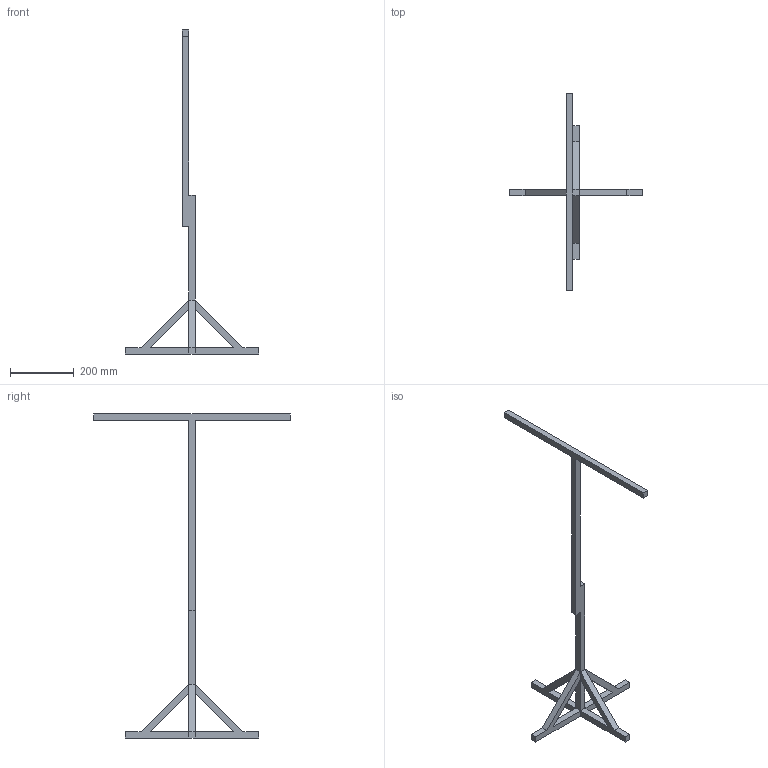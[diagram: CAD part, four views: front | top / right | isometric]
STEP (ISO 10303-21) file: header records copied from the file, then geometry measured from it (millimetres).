
FILE_DESCRIPTION(/* description */ (''),/* implementation_level */ '2;1');
FILE_NAME(/* name */ '8aeb0f74-f4dc-4e56-b33a-89fd5f9aa465.stp',/* time_stamp */ '2020-07-21T08:00:02+00:00',/* author */ (''),/* organization */ (''),/* preprocessor_version */ 'ST-DEVELOPER v18.1',/* originating_system */ 'Autodesk Translation Framework v9.3.0.1241',/* authorisation */ '');
FILE_SCHEMA (('AUTOMOTIVE_DESIGN { 1 0 10303 214 3 1 1 }'));
Length unit declared in the file: metre
Products named in the file (1): sensor_frame
Bounding box: 420 x 620 x 1020 mm (x, y, z)
Volume: 1315411.3 mm3; surface area: 256156.8 mm2
Topology: 1 solids, 1 shells, 46 faces, 120 edges, 68 vertices
Faces by surface type: plane 46
Entity records: 1385 total; most frequent: ORIENTED_EDGE 240, CARTESIAN_POINT 235, DIRECTION 214, LINE 120, VECTOR 120, EDGE_CURVE 120, VERTEX_POINT 68, AXIS2_PLACEMENT_3D 47
